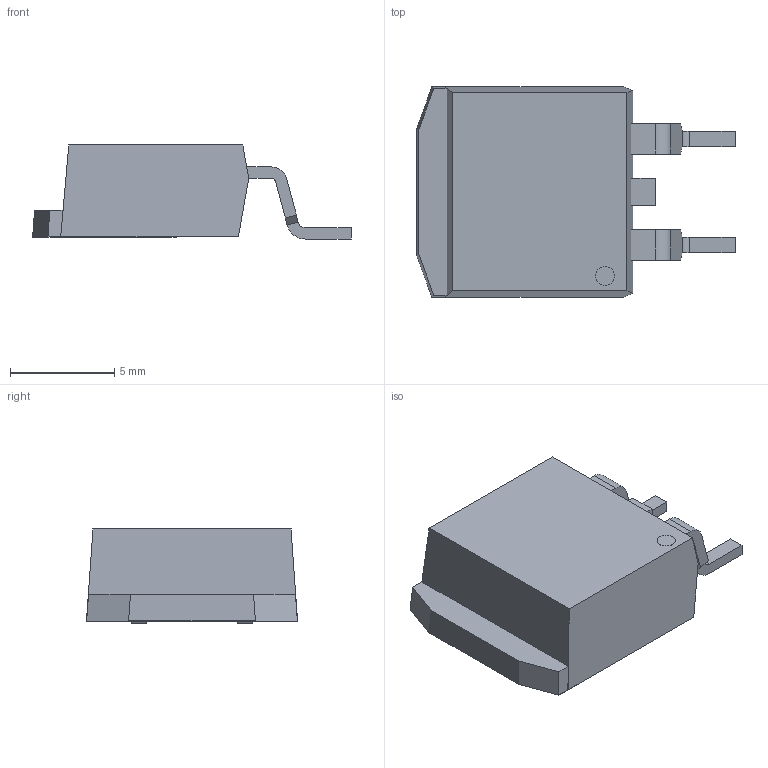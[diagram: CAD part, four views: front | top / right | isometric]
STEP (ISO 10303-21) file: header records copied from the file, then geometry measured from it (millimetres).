
FILE_DESCRIPTION (( 'STEP AP214' ), '1' );
FILE_NAME ('D2PAK_L9.0-W10.1-P2.54-LS15.2-BR.step', '2022-07-08T03:55:19', ( '' ), ( '' ), 'SwSTEP 2.0', 'SolidWorks 2020', '' );
FILE_SCHEMA (( 'AUTOMOTIVE_DESIGN' ));
Length unit declared in the file: millimetre
Products named in the file (1): D2PAK_L9.0-W10.1-P2.54-LS15.2-BR
Bounding box: 15.25 x 10.1 x 4.5 mm (x, y, z)
Volume: 395.8 mm3; surface area: 404.5 mm2
Topology: 1 solids, 1 shells, 127 faces, 335 edges, 218 vertices
Faces by surface type: plane 103, bspline 14, cylinder 10
Entity records: 5972 total; most frequent: CARTESIAN_POINT 1479, ORIENTED_EDGE 670, DIRECTION 555, EDGE_CURVE 335, VECTOR 287, LINE 287, VERTEX_POINT 218, EDGE_LOOP 135
